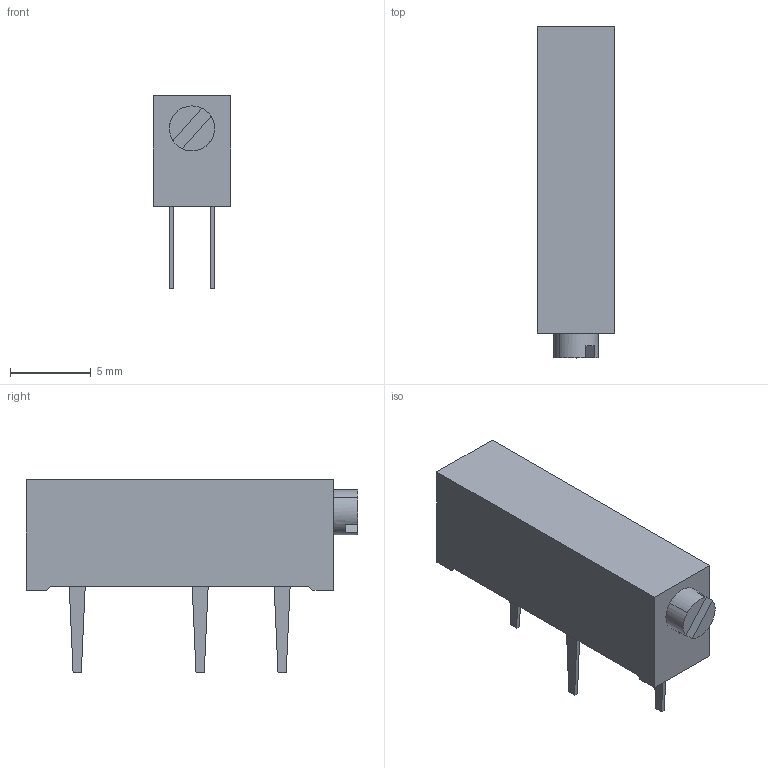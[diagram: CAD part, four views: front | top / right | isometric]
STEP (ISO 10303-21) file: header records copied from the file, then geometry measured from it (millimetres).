
FILE_DESCRIPTION((''),'2;1');
FILE_NAME('Vishay 1280G.stp','2020-11-16T18:58:27',('Davide'),(''),'Autodesk Inventor (tm) 5.3','Autodesk Inventor (tm) 5.3','');
FILE_SCHEMA(('AUTOMOTIVE_DESIGN { 1 2 10303 214 0 1 1 1 }'));
Length unit declared in the file: millimetre
Products named in the file (4): Vishay 1280G; Vishay Body; Vishay screw; Gold contact
Assembly tree (5 placements, depth 2):
  Vishay 1280G
    Vishay Body
    Vishay screw
    Gold contact  x3
Bounding box: 4.83 x 20.57 x 11.94 mm (x, y, z)
Volume: 622.3 mm3; surface area: 566.1 mm2
Topology: 5 solids, 5 shells, 36 faces, 78 edges, 52 vertices
Faces by surface type: plane 34, cylinder 2
Entity records: 799 total; most frequent: DIRECTION 128, CARTESIAN_POINT 123, ORIENTED_EDGE 108, EDGE_CURVE 54, VECTOR 46, LINE 46, AXIS2_PLACEMENT_3D 41, VERTEX_POINT 36
